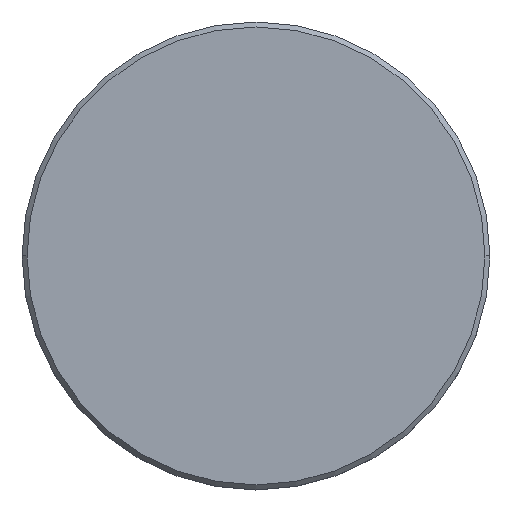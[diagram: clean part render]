
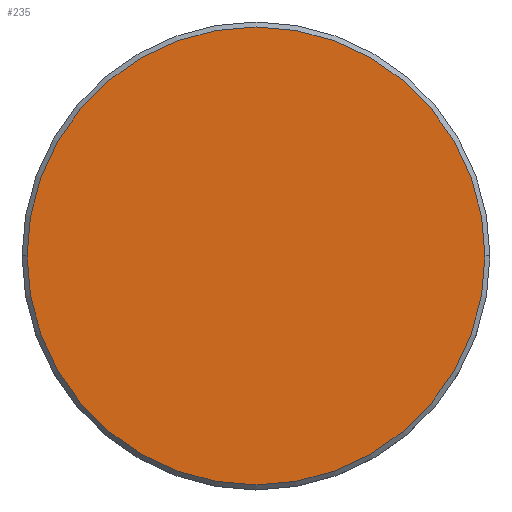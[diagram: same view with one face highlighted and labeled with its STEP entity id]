
A CAD part, top view. The second image highlights one B-rep face of the part: STEP entity #235.
In plain terms, the highlighted planar face has unit normal (0, 0, 1).
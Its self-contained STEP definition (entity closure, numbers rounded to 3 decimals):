
#60 = VERTEX_POINT ( 'NONE', #988 ) ;
#140 = EDGE_CURVE ( 'NONE', #186, #60, #832, .T. ) ;
#148 = AXIS2_PLACEMENT_3D ( 'NONE', #963, #870, #784 ) ;
#186 = VERTEX_POINT ( 'NONE', #484 ) ;
#188 = DIRECTION ( 'NONE',  ( 1., 0., 0. ) ) ;
#202 = AXIS2_PLACEMENT_3D ( 'NONE', #657, #999, #188 ) ;
#227 = DIRECTION ( 'NONE',  ( 1., 0., 0. ) ) ;
#235 = ADVANCED_FACE ( 'NONE', ( #562 ), #654, .T. ) ;
#337 = ORIENTED_EDGE ( 'NONE', *, *, #786, .T. ) ;
#484 = CARTESIAN_POINT ( 'NONE',  ( -23., 0., 0. ) ) ;
#562 = FACE_OUTER_BOUND ( 'NONE', #785, .T. ) ;
#654 = PLANE ( 'NONE',  #202 ) ;
#657 = CARTESIAN_POINT ( 'NONE',  ( 0., 0., 0. ) ) ;
#713 = ORIENTED_EDGE ( 'NONE', *, *, #140, .T. ) ;
#742 = AXIS2_PLACEMENT_3D ( 'NONE', #906, #1044, #227 ) ;
#780 = CIRCLE ( 'NONE', #742, 23. ) ;
#784 = DIRECTION ( 'NONE',  ( 1., 0., 0. ) ) ;
#785 = EDGE_LOOP ( 'NONE', ( #713, #337 ) ) ;
#786 = EDGE_CURVE ( 'NONE', #60, #186, #780, .T. ) ;
#832 = CIRCLE ( 'NONE', #148, 23. ) ;
#870 = DIRECTION ( 'NONE',  ( 0., 0., 1. ) ) ;
#906 = CARTESIAN_POINT ( 'NONE',  ( 0., 0., 0. ) ) ;
#963 = CARTESIAN_POINT ( 'NONE',  ( 0., 0., 0. ) ) ;
#988 = CARTESIAN_POINT ( 'NONE',  ( 23., 0., 0. ) ) ;
#999 = DIRECTION ( 'NONE',  ( 0., 0., 1. ) ) ;
#1044 = DIRECTION ( 'NONE',  ( 0., 0., 1. ) ) ;
